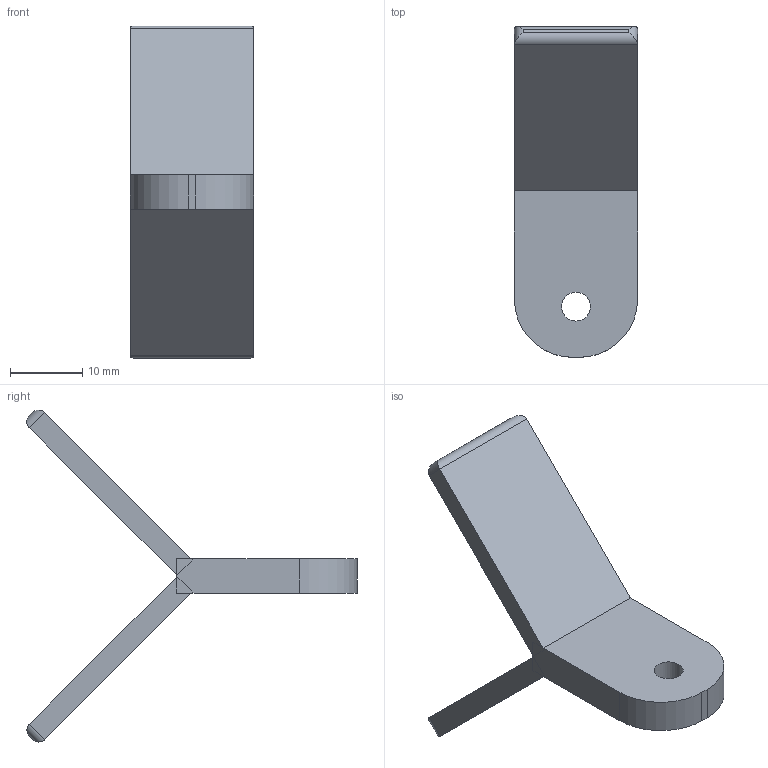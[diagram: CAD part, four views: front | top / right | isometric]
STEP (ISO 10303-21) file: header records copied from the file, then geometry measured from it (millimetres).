
FILE_DESCRIPTION(('FreeCAD Model'),'2;1');
FILE_NAME('Open CASCADE Shape Model','2023-01-06T17:15:04',(''),(''), 'Open CASCADE STEP processor 7.6','FreeCAD','Unknown');
FILE_SCHEMA(('AUTOMOTIVE_DESIGN { 1 0 10303 214 1 1 1 1 }'));
Length unit declared in the file: millimetre
Products named in the file (1): clamp001
Bounding box: 17 x 45.64 x 45.85 mm (x, y, z)
Volume: 4788 mm3; surface area: 3490.7 mm2
Topology: 1 solids, 1 shells, 31 faces, 75 edges, 46 vertices
Faces by surface type: plane 20, cylinder 11
Full cylindrical faces by diameter (mm): 4 x1
Entity records: 1966 total; most frequent: CARTESIAN_POINT 435, DIRECTION 277, LINE 181, VECTOR 181, ORIENTED_EDGE 150, PCURVE 150, DEFINITIONAL_REPRESENTATION 150, EDGE_CURVE 75
